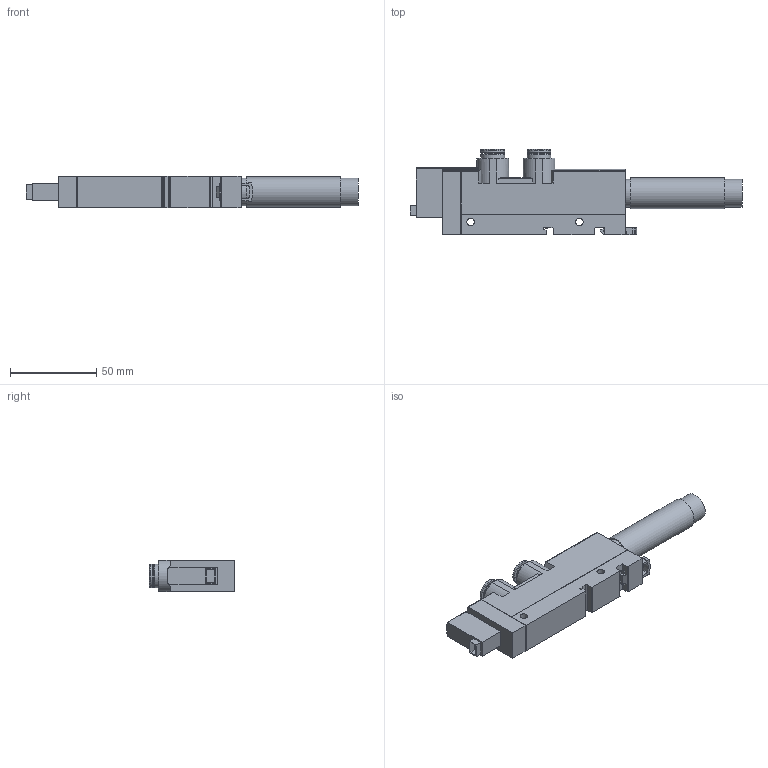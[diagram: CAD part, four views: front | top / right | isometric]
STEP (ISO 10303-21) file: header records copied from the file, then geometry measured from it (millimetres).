
FILE_DESCRIPTION(/* description */ ('STEP AP214'),/* implementation_level */ '2;1');
FILE_NAME(/* name */ '532645_VN-14-L-T4-PQ3-VQ3-RO2-M',/* time_stamp */ '2024-09-17T00:44:03+02:00',/* author */ ('License CC BY-ND 4.0'),/* organization */ ('CADENAS'),/* preprocessor_version */ 'ST-DEVELOPER v19.3',/* originating_system */ 'PARTsolutions',/* authorisation */ ' ');
FILE_SCHEMA (('AUTOMOTIVE_DESIGN {1 0 10303 214 3 1 1}'));
Length unit declared in the file: millimetre
Products named in the file (1): 532645 VN-14-L-T4-PQ3-VQ3-RO2-M
Bounding box: 192.35 x 49.7 x 18 mm (x, y, z)
Volume: 94171.5 mm3; surface area: 21249.8 mm2
Topology: 1 solids, 1 shells, 176 faces, 479 edges, 318 vertices
Faces by surface type: plane 105, cylinder 61, torus 6, cone 4
Full cylindrical faces by diameter (mm): 4.4 x2, 8 x2, 10.1 x2, 13.8 x4, 16 x2, 17.8 x1
Entity records: 6713 total; most frequent: CARTESIAN_POINT 1037, DIRECTION 918, ORIENTED_EDGE 896, EDGE_CURVE 448, AXIS2_PLACEMENT_3D 311, VERTEX_POINT 310, LINE 296, VECTOR 296
